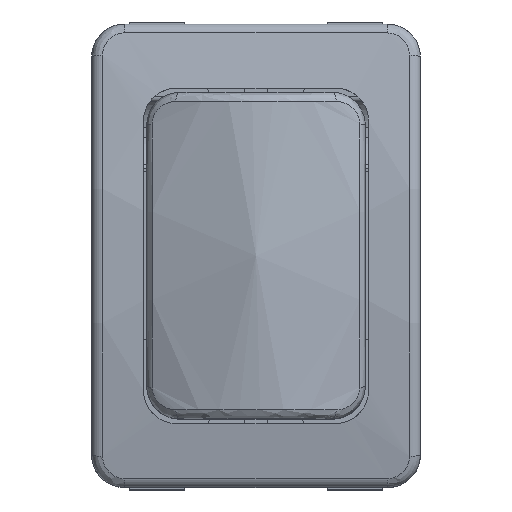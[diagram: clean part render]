
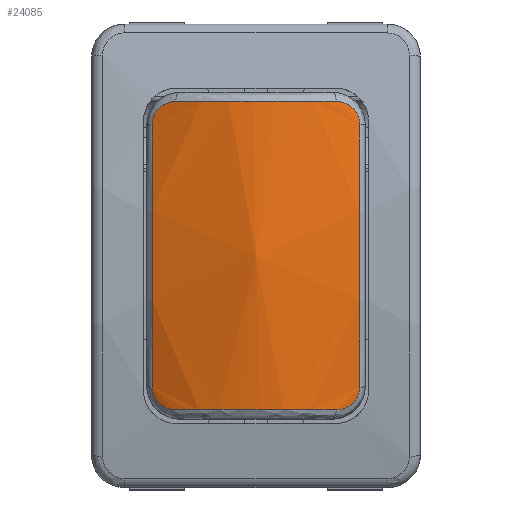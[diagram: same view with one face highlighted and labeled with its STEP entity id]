
A CAD part, top view. The second image highlights one B-rep face of the part: STEP entity #24085.
In plain terms, the highlighted free-form (B-spline) face has degree [2, 2] with [3, 9] control points.
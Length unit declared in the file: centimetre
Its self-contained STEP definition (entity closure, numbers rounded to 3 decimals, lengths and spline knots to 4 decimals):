
#33=(
BOUNDED_SURFACE()
B_SPLINE_SURFACE(2,2,((#33835,#33836,#33837,#33838,#33839,#33840,#33841,
#33842,#33843),(#33844,#33845,#33846,#33847,#33848,#33849,#33850,#33851,
#33852),(#33853,#33854,#33855,#33856,#33857,#33858,#33859,#33860,#33861)),
 .UNSPECIFIED.,.F.,.T.,.F.)
B_SPLINE_SURFACE_WITH_KNOTS((3,3),(3,2,2,2,3),(2.0391,3.1416),
(0.,1.5708,3.1416,4.7124,6.2832),
 .UNSPECIFIED.)
GEOMETRIC_REPRESENTATION_ITEM()
RATIONAL_B_SPLINE_SURFACE(((1.,0.707,1.,0.707,1.,
0.707,1.,0.707,1.),(0.852,0.602,
0.852,0.602,0.852,0.602,
0.852,0.602,0.852),(1.,0.707,
1.,0.707,1.,0.707,1.,0.707,1.)))
REPRESENTATION_ITEM('')
SURFACE()
);
#317=B_SPLINE_CURVE_WITH_KNOTS('',3,(#33540,#33541,#33542,#33543,#33544,
#33545),.UNSPECIFIED.,.F.,.F.,(4,1,1,4),(-0.1621,-0.0926,
-0.0463,0.),.UNSPECIFIED.);
#319=B_SPLINE_CURVE_WITH_KNOTS('',3,(#33579,#33580,#33581,#33582,#33583),
 .UNSPECIFIED.,.F.,.F.,(4,1,4),(-0.7061,-0.4035,0.),
 .UNSPECIFIED.);
#321=B_SPLINE_CURVE_WITH_KNOTS('',3,(#33611,#33612,#33613,#33614),
 .UNSPECIFIED.,.F.,.F.,(4,4),(-1.18,0.),.UNSPECIFIED.);
#323=B_SPLINE_CURVE_WITH_KNOTS('',3,(#33654,#33655,#33656,#33657,#33658,
#33659),.UNSPECIFIED.,.F.,.F.,(4,1,1,4),(-0.162,-0.1157,
-0.0694,0.),.UNSPECIFIED.);
#325=B_SPLINE_CURVE_WITH_KNOTS('',3,(#33699,#33700,#33701,#33702,#33703,
#33704),.UNSPECIFIED.,.F.,.F.,(4,1,1,4),(-0.1621,-0.1274,
-0.0926,0.),.UNSPECIFIED.);
#327=B_SPLINE_CURVE_WITH_KNOTS('',3,(#33732,#33733,#33734,#33735),
 .UNSPECIFIED.,.F.,.F.,(4,4),(-1.18,0.),.UNSPECIFIED.);
#329=B_SPLINE_CURVE_WITH_KNOTS('',3,(#33769,#33770,#33771,#33772,#33773),
 .UNSPECIFIED.,.F.,.F.,(4,1,4),(-0.7061,-0.4035,0.),
 .UNSPECIFIED.);
#331=B_SPLINE_CURVE_WITH_KNOTS('',3,(#33810,#33811,#33812,#33813,#33814,
#33815),.UNSPECIFIED.,.F.,.F.,(4,1,1,4),(-0.162,-0.0926,
-0.0463,0.),.UNSPECIFIED.);
#1224=FACE_OUTER_BOUND('',#2511,.T.);
#2511=EDGE_LOOP('',(#16624,#16625,#16626,#16627,#16628,#16629,#16630,#16631));
#10110=VERTEX_POINT('',#33528);
#10113=VERTEX_POINT('',#33538);
#10115=VERTEX_POINT('',#33577);
#10116=VERTEX_POINT('',#33604);
#10119=VERTEX_POINT('',#33652);
#10120=VERTEX_POINT('',#33690);
#10123=VERTEX_POINT('',#33730);
#10124=VERTEX_POINT('',#33761);
#12632=EDGE_CURVE('',#10113,#10110,#317,.T.);
#12635=EDGE_CURVE('',#10115,#10113,#319,.T.);
#12638=EDGE_CURVE('',#10110,#10116,#321,.T.);
#12641=EDGE_CURVE('',#10119,#10115,#323,.T.);
#12644=EDGE_CURVE('',#10116,#10120,#325,.T.);
#12647=EDGE_CURVE('',#10123,#10119,#327,.T.);
#12650=EDGE_CURVE('',#10120,#10124,#329,.T.);
#12652=EDGE_CURVE('',#10124,#10123,#331,.T.);
#16624=ORIENTED_EDGE('',*,*,#12632,.F.);
#16625=ORIENTED_EDGE('',*,*,#12635,.F.);
#16626=ORIENTED_EDGE('',*,*,#12641,.F.);
#16627=ORIENTED_EDGE('',*,*,#12647,.F.);
#16628=ORIENTED_EDGE('',*,*,#12652,.F.);
#16629=ORIENTED_EDGE('',*,*,#12650,.F.);
#16630=ORIENTED_EDGE('',*,*,#12644,.F.);
#16631=ORIENTED_EDGE('',*,*,#12638,.F.);
#24085=ADVANCED_FACE('',(#1224),#33,.F.);
#33528=CARTESIAN_POINT('',(-0.4699,-0.5967,2.0789));
#33538=CARTESIAN_POINT('',(-0.3643,-0.6982,2.1146));
#33540=CARTESIAN_POINT('Ctrl Pts',(-0.3643,-0.6982,
2.1146));
#33541=CARTESIAN_POINT('Ctrl Pts',(-0.3868,-0.6981,
2.1051));
#33542=CARTESIAN_POINT('Ctrl Pts',(-0.4248,-0.6862,
2.0891));
#33543=CARTESIAN_POINT('Ctrl Pts',(-0.4621,-0.6438,
2.0759));
#33544=CARTESIAN_POINT('Ctrl Pts',(-0.4699,-0.6121,
2.0765));
#33545=CARTESIAN_POINT('Ctrl Pts',(-0.4699,-0.5967,
2.0789));
#33577=CARTESIAN_POINT('',(0.3643,-0.6982,2.1146));
#33579=CARTESIAN_POINT('Ctrl Pts',(0.3643,-0.6982,
2.1146));
#33580=CARTESIAN_POINT('Ctrl Pts',(0.2662,-0.6985,
2.1562));
#33581=CARTESIAN_POINT('Ctrl Pts',(0.0209,-0.6989,
2.2142));
#33582=CARTESIAN_POINT('Ctrl Pts',(-0.2336,-0.6986,
2.17));
#33583=CARTESIAN_POINT('Ctrl Pts',(-0.3643,-0.6982,
2.1146));
#33604=CARTESIAN_POINT('',(-0.4699,0.5967,2.0785));
#33611=CARTESIAN_POINT('Ctrl Pts',(-0.4699,-0.5967,
2.0789));
#33612=CARTESIAN_POINT('Ctrl Pts',(-0.4699,-0.2036,
2.14));
#33613=CARTESIAN_POINT('Ctrl Pts',(-0.4699,0.2037,
2.1399));
#33614=CARTESIAN_POINT('Ctrl Pts',(-0.4699,0.5967,
2.0785));
#33652=CARTESIAN_POINT('',(0.4699,-0.5967,2.0789));
#33654=CARTESIAN_POINT('Ctrl Pts',(0.4699,-0.5967,
2.0789));
#33655=CARTESIAN_POINT('Ctrl Pts',(0.4699,-0.6121,
2.0765));
#33656=CARTESIAN_POINT('Ctrl Pts',(0.4621,-0.6437,
2.076));
#33657=CARTESIAN_POINT('Ctrl Pts',(0.4249,-0.6862,
2.0891));
#33658=CARTESIAN_POINT('Ctrl Pts',(0.3868,-0.6981,
2.1051));
#33659=CARTESIAN_POINT('Ctrl Pts',(0.3643,-0.6982,
2.1146));
#33690=CARTESIAN_POINT('',(-0.3643,0.6982,2.1142));
#33699=CARTESIAN_POINT('Ctrl Pts',(-0.4699,0.5967,
2.0785));
#33700=CARTESIAN_POINT('Ctrl Pts',(-0.4699,0.6083,
2.0767));
#33701=CARTESIAN_POINT('Ctrl Pts',(-0.4656,0.6318,
2.0754));
#33702=CARTESIAN_POINT('Ctrl Pts',(-0.4365,0.6802,
2.0837));
#33703=CARTESIAN_POINT('Ctrl Pts',(-0.3943,0.6981,
2.1015));
#33704=CARTESIAN_POINT('Ctrl Pts',(-0.3643,0.6982,
2.1142));
#33730=CARTESIAN_POINT('',(0.4699,0.5967,2.0785));
#33732=CARTESIAN_POINT('Ctrl Pts',(0.4699,0.5967,
2.0785));
#33733=CARTESIAN_POINT('Ctrl Pts',(0.4699,0.2037,
2.1399));
#33734=CARTESIAN_POINT('Ctrl Pts',(0.4699,-0.2036,
2.14));
#33735=CARTESIAN_POINT('Ctrl Pts',(0.4699,-0.5967,
2.0789));
#33761=CARTESIAN_POINT('',(0.3643,0.6982,2.1142));
#33769=CARTESIAN_POINT('Ctrl Pts',(-0.3643,0.6982,
2.1142));
#33770=CARTESIAN_POINT('Ctrl Pts',(-0.2662,0.6985,
2.1558));
#33771=CARTESIAN_POINT('Ctrl Pts',(-0.0174,0.6989,
2.2139));
#33772=CARTESIAN_POINT('Ctrl Pts',(0.2336,0.6986,
2.1696));
#33773=CARTESIAN_POINT('Ctrl Pts',(0.3643,0.6982,
2.1142));
#33810=CARTESIAN_POINT('Ctrl Pts',(0.3643,0.6982,2.1142));
#33811=CARTESIAN_POINT('Ctrl Pts',(0.3868,0.6981,2.1047));
#33812=CARTESIAN_POINT('Ctrl Pts',(0.4249,0.6862,
2.0887));
#33813=CARTESIAN_POINT('Ctrl Pts',(0.4621,0.6437,
2.0756));
#33814=CARTESIAN_POINT('Ctrl Pts',(0.4699,0.6121,2.0761));
#33815=CARTESIAN_POINT('Ctrl Pts',(0.4699,0.5967,
2.0785));
#33835=CARTESIAN_POINT('Ctrl Pts',(-0.495,3.8588,-1.75));
#33836=CARTESIAN_POINT('Ctrl Pts',(-0.495,3.8589,2.11));
#33837=CARTESIAN_POINT('Ctrl Pts',(-0.495,-0.0011,2.11));
#33838=CARTESIAN_POINT('Ctrl Pts',(-0.495,-3.8611,2.11));
#33839=CARTESIAN_POINT('Ctrl Pts',(-0.495,-3.8612,-1.75));
#33840=CARTESIAN_POINT('Ctrl Pts',(-0.495,-3.8612,-5.61));
#33841=CARTESIAN_POINT('Ctrl Pts',(-0.495,-0.0012,-5.61));
#33842=CARTESIAN_POINT('Ctrl Pts',(-0.495,3.8588,-5.61));
#33843=CARTESIAN_POINT('Ctrl Pts',(-0.495,3.8588,-1.75));
#33844=CARTESIAN_POINT('Ctrl Pts',(0.,4.1632,
-1.75));
#33845=CARTESIAN_POINT('Ctrl Pts',(0.,4.1631,
2.4144));
#33846=CARTESIAN_POINT('Ctrl Pts',(0.,-0.0012,
2.4143));
#33847=CARTESIAN_POINT('Ctrl Pts',(0.,-4.1656,
2.4143));
#33848=CARTESIAN_POINT('Ctrl Pts',(0.,-4.1655,
-1.75));
#33849=CARTESIAN_POINT('Ctrl Pts',(0.,-4.1655,
-5.9144));
#33850=CARTESIAN_POINT('Ctrl Pts',(0.,-0.0011,
-5.9143));
#33851=CARTESIAN_POINT('Ctrl Pts',(0.,4.1632,
-5.9143));
#33852=CARTESIAN_POINT('Ctrl Pts',(0.,4.1632,
-1.75));
#33853=CARTESIAN_POINT('Ctrl Pts',(0.495,3.8588,-1.75));
#33854=CARTESIAN_POINT('Ctrl Pts',(0.495,3.8589,2.11));
#33855=CARTESIAN_POINT('Ctrl Pts',(0.495,-0.0011,2.11));
#33856=CARTESIAN_POINT('Ctrl Pts',(0.495,-3.8611,2.11));
#33857=CARTESIAN_POINT('Ctrl Pts',(0.495,-3.8612,-1.75));
#33858=CARTESIAN_POINT('Ctrl Pts',(0.495,-3.8612,-5.61));
#33859=CARTESIAN_POINT('Ctrl Pts',(0.495,-0.0012,-5.61));
#33860=CARTESIAN_POINT('Ctrl Pts',(0.495,3.8588,-5.61));
#33861=CARTESIAN_POINT('Ctrl Pts',(0.495,3.8588,-1.75));
